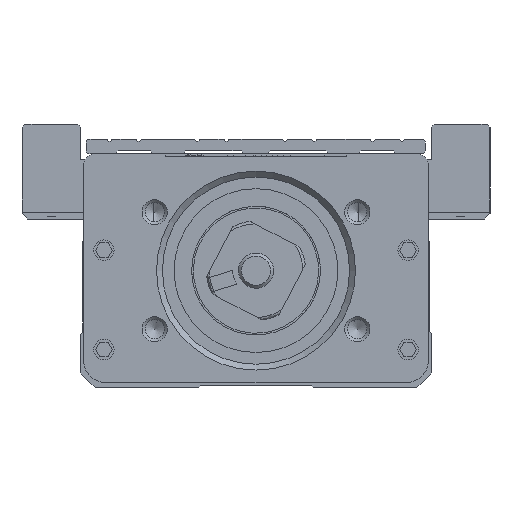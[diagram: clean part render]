
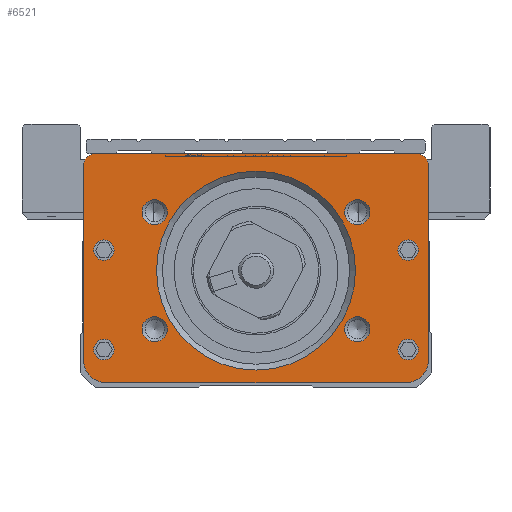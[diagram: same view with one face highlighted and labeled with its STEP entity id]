
A CAD part, front view. The second image highlights one B-rep face of the part: STEP entity #6521.
In plain terms, the highlighted face is planar.
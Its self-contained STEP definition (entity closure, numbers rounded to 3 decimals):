
#654=PLANE('',#21419);
#2795=LINE('',#31072,#4686);
#2841=LINE('',#31200,#4732);
#2843=LINE('',#31204,#4734);
#2863=LINE('',#31254,#4754);
#4686=VECTOR('',#24961,1.);
#4732=VECTOR('',#25055,1.);
#4734=VECTOR('',#25059,1.);
#4754=VECTOR('',#25105,1.);
#6521=ADVANCED_FACE('',(#7676,#7677,#7678,#7679,#7680,#7681,#7682,#7683,
#7684,#7685),#654,.F.);
#7676=FACE_BOUND('',#8686,.T.);
#7677=FACE_BOUND('',#8687,.T.);
#7678=FACE_BOUND('',#8688,.T.);
#7679=FACE_BOUND('',#8689,.T.);
#7680=FACE_BOUND('',#8690,.T.);
#7681=FACE_BOUND('',#8691,.T.);
#7682=FACE_BOUND('',#8692,.T.);
#7683=FACE_BOUND('',#8693,.T.);
#7684=FACE_BOUND('',#8694,.T.);
#7685=FACE_BOUND('',#8695,.T.);
#8686=EDGE_LOOP('',(#12083));
#8687=EDGE_LOOP('',(#12084));
#8688=EDGE_LOOP('',(#12085));
#8689=EDGE_LOOP('',(#12086));
#8690=EDGE_LOOP('',(#12087));
#8691=EDGE_LOOP('',(#12088));
#8692=EDGE_LOOP('',(#12089));
#8693=EDGE_LOOP('',(#12090));
#8694=EDGE_LOOP('',(#12091));
#8695=EDGE_LOOP('',(#12092,#12093,#12094,#12095,#12096,#12097,#12098,#12099));
#12083=ORIENTED_EDGE('',*,*,#18364,.T.);
#12084=ORIENTED_EDGE('',*,*,#18365,.T.);
#12085=ORIENTED_EDGE('',*,*,#18366,.T.);
#12086=ORIENTED_EDGE('',*,*,#18367,.T.);
#12087=ORIENTED_EDGE('',*,*,#18368,.T.);
#12088=ORIENTED_EDGE('',*,*,#18369,.T.);
#12089=ORIENTED_EDGE('',*,*,#18370,.T.);
#12090=ORIENTED_EDGE('',*,*,#18371,.T.);
#12091=ORIENTED_EDGE('',*,*,#18372,.T.);
#12092=ORIENTED_EDGE('',*,*,#18347,.F.);
#12093=ORIENTED_EDGE('',*,*,#18301,.F.);
#12094=ORIENTED_EDGE('',*,*,#18322,.F.);
#12095=ORIENTED_EDGE('',*,*,#18362,.F.);
#12096=ORIENTED_EDGE('',*,*,#18257,.F.);
#12097=ORIENTED_EDGE('',*,*,#18361,.F.);
#12098=ORIENTED_EDGE('',*,*,#18320,.F.);
#12099=ORIENTED_EDGE('',*,*,#18309,.F.);
#16005=VERTEX_POINT('',#31071);
#16006=VERTEX_POINT('',#31073);
#16046=VERTEX_POINT('',#31159);
#16047=VERTEX_POINT('',#31161);
#16054=VERTEX_POINT('',#31177);
#16055=VERTEX_POINT('',#31179);
#16060=VERTEX_POINT('',#31192);
#16064=VERTEX_POINT('',#31203);
#16089=VERTEX_POINT('',#31284);
#16090=VERTEX_POINT('',#31286);
#16091=VERTEX_POINT('',#31288);
#16092=VERTEX_POINT('',#31290);
#16093=VERTEX_POINT('',#31292);
#16094=VERTEX_POINT('',#31294);
#16095=VERTEX_POINT('',#31296);
#16096=VERTEX_POINT('',#31298);
#16097=VERTEX_POINT('',#31300);
#18257=EDGE_CURVE('',#16005,#16006,#2795,.T.);
#18301=EDGE_CURVE('',#16046,#16047,#20142,.T.);
#18309=EDGE_CURVE('',#16054,#16055,#20144,.T.);
#18320=EDGE_CURVE('',#16055,#16060,#2841,.T.);
#18322=EDGE_CURVE('',#16064,#16046,#2843,.T.);
#18347=EDGE_CURVE('',#16047,#16054,#2863,.T.);
#18361=EDGE_CURVE('',#16060,#16005,#20155,.T.);
#18362=EDGE_CURVE('',#16006,#16064,#20156,.T.);
#18364=EDGE_CURVE('',#16089,#16089,#20158,.T.);
#18365=EDGE_CURVE('',#16090,#16090,#20159,.T.);
#18366=EDGE_CURVE('',#16091,#16091,#20160,.T.);
#18367=EDGE_CURVE('',#16092,#16092,#20161,.T.);
#18368=EDGE_CURVE('',#16093,#16093,#20162,.T.);
#18369=EDGE_CURVE('',#16094,#16094,#20163,.T.);
#18370=EDGE_CURVE('',#16095,#16095,#20164,.T.);
#18371=EDGE_CURVE('',#16096,#16096,#20165,.T.);
#18372=EDGE_CURVE('',#16097,#16097,#20166,.T.);
#20142=CIRCLE('',#21376,4.);
#20144=CIRCLE('',#21380,4.);
#20155=CIRCLE('',#21404,2.);
#20156=CIRCLE('',#21406,2.);
#20158=CIRCLE('',#21410,2.15);
#20159=CIRCLE('',#21411,2.15);
#20160=CIRCLE('',#21412,2.15);
#20161=CIRCLE('',#21413,2.15);
#20162=CIRCLE('',#21414,17.);
#20163=CIRCLE('',#21415,1.75);
#20164=CIRCLE('',#21416,1.75);
#20165=CIRCLE('',#21417,1.75);
#20166=CIRCLE('',#21418,1.75);
#21376=AXIS2_PLACEMENT_3D('',#31160,#25025,#25026);
#21380=AXIS2_PLACEMENT_3D('',#31178,#25039,#25040);
#21404=AXIS2_PLACEMENT_3D('',#31277,#25128,#25129);
#21406=AXIS2_PLACEMENT_3D('',#31279,#25132,#25133);
#21410=AXIS2_PLACEMENT_3D('',#31283,#25140,#25141);
#21411=AXIS2_PLACEMENT_3D('',#31285,#25142,#25143);
#21412=AXIS2_PLACEMENT_3D('',#31287,#25144,#25145);
#21413=AXIS2_PLACEMENT_3D('',#31289,#25146,#25147);
#21414=AXIS2_PLACEMENT_3D('',#31291,#25148,#25149);
#21415=AXIS2_PLACEMENT_3D('',#31293,#25150,#25151);
#21416=AXIS2_PLACEMENT_3D('',#31295,#25152,#25153);
#21417=AXIS2_PLACEMENT_3D('',#31297,#25154,#25155);
#21418=AXIS2_PLACEMENT_3D('',#31299,#25156,#25157);
#21419=AXIS2_PLACEMENT_3D('',#31301,#25158,#25159);
#24961=DIRECTION('',(1.,0.,0.));
#25025=DIRECTION('',(0.,1.,0.));
#25026=DIRECTION('',(1.,0.,0.));
#25039=DIRECTION('',(0.,1.,0.));
#25040=DIRECTION('',(1.,0.,0.));
#25055=DIRECTION('',(0.,0.,1.));
#25059=DIRECTION('',(0.,0.,-1.));
#25105=DIRECTION('',(-1.,0.,0.));
#25128=DIRECTION('',(0.,1.,0.));
#25129=DIRECTION('',(0.,0.,1.));
#25132=DIRECTION('',(0.,1.,0.));
#25133=DIRECTION('',(0.,0.,1.));
#25140=DIRECTION('',(0.,1.,0.));
#25141=DIRECTION('',(0.,0.,1.));
#25142=DIRECTION('',(0.,1.,0.));
#25143=DIRECTION('',(0.,0.,1.));
#25144=DIRECTION('',(0.,1.,0.));
#25145=DIRECTION('',(0.,0.,1.));
#25146=DIRECTION('',(0.,1.,0.));
#25147=DIRECTION('',(0.,0.,1.));
#25148=DIRECTION('',(0.,1.,0.));
#25149=DIRECTION('',(0.,0.,1.));
#25150=DIRECTION('',(0.,1.,0.));
#25151=DIRECTION('',(0.,0.,1.));
#25152=DIRECTION('',(0.,1.,0.));
#25153=DIRECTION('',(0.,0.,1.));
#25154=DIRECTION('',(0.,1.,0.));
#25155=DIRECTION('',(0.,0.,1.));
#25156=DIRECTION('',(0.,1.,0.));
#25157=DIRECTION('',(0.,0.,1.));
#25158=DIRECTION('',(0.,1.,0.));
#25159=DIRECTION('',(0.,0.,-1.));
#31071=CARTESIAN_POINT('',(-27.5,-130.762,38.));
#31072=CARTESIAN_POINT('',(-25.5,-130.762,38.));
#31073=CARTESIAN_POINT('',(27.5,-130.762,38.));
#31159=CARTESIAN_POINT('',(29.5,-130.762,2.8));
#31160=CARTESIAN_POINT('',(25.5,-130.762,2.8));
#31161=CARTESIAN_POINT('',(25.5,-130.762,-1.2));
#31177=CARTESIAN_POINT('',(-25.5,-130.762,-1.2));
#31178=CARTESIAN_POINT('',(-25.5,-130.762,2.8));
#31179=CARTESIAN_POINT('',(-29.5,-130.762,2.8));
#31192=CARTESIAN_POINT('',(-29.5,-130.762,36.));
#31200=CARTESIAN_POINT('',(-29.5,-130.762,2.8));
#31203=CARTESIAN_POINT('',(29.5,-130.762,36.));
#31204=CARTESIAN_POINT('',(29.5,-130.762,39.));
#31254=CARTESIAN_POINT('',(25.5,-130.762,-1.2));
#31277=CARTESIAN_POINT('',(-27.5,-130.762,36.));
#31279=CARTESIAN_POINT('',(27.5,-130.762,36.));
#31283=CARTESIAN_POINT('',(-17.321,-130.762,28.));
#31284=CARTESIAN_POINT('',(-17.321,-130.762,30.15));
#31285=CARTESIAN_POINT('',(17.321,-130.762,8.));
#31286=CARTESIAN_POINT('',(17.321,-130.762,10.15));
#31287=CARTESIAN_POINT('',(17.321,-130.762,28.));
#31288=CARTESIAN_POINT('',(17.321,-130.762,30.15));
#31289=CARTESIAN_POINT('',(-17.321,-130.762,8.));
#31290=CARTESIAN_POINT('',(-17.321,-130.762,10.15));
#31291=CARTESIAN_POINT('',(0.,-130.762,18.));
#31292=CARTESIAN_POINT('',(0.,-130.762,35.));
#31293=CARTESIAN_POINT('',(-26.,-130.762,21.5));
#31294=CARTESIAN_POINT('',(-26.,-130.762,23.25));
#31295=CARTESIAN_POINT('',(-26.,-130.762,4.5));
#31296=CARTESIAN_POINT('',(-26.,-130.762,6.25));
#31297=CARTESIAN_POINT('',(26.,-130.762,4.5));
#31298=CARTESIAN_POINT('',(26.,-130.762,6.25));
#31299=CARTESIAN_POINT('',(26.,-130.762,21.5));
#31300=CARTESIAN_POINT('',(26.,-130.762,23.25));
#31301=CARTESIAN_POINT('',(-25.5,-130.762,2.8));
